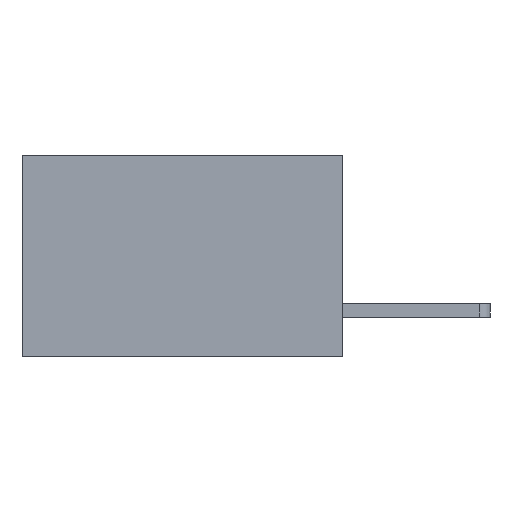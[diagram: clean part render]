
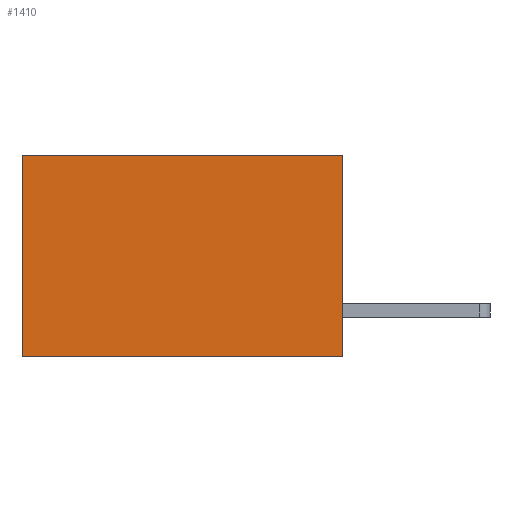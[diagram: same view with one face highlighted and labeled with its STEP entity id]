
A CAD part, left-side view. The second image highlights one B-rep face of the part: STEP entity #1410.
In plain terms, the highlighted planar face has unit normal (-1, 0, 0).
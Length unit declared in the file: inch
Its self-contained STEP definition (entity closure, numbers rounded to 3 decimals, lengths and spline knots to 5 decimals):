
#494 = ORIENTED_EDGE ( 'NONE', *, *, #4350, .T. ) ;
#685 = VECTOR ( 'NONE', #1383, 39.37008 ) ;
#702 = LINE ( 'NONE', #8930, #6242 ) ;
#1099 = DIRECTION ( 'NONE',  ( 0., 1., 0. ) ) ;
#1194 = ORIENTED_EDGE ( 'NONE', *, *, #8700, .F. ) ;
#1383 = DIRECTION ( 'NONE',  ( 0., 0., -1. ) ) ;
#1410 = ADVANCED_FACE ( 'NONE', ( #1960 ), #2507, .F. ) ;
#1530 = CARTESIAN_POINT ( 'NONE',  ( 0.277, 0.59, -0.37 ) ) ;
#1563 = VERTEX_POINT ( 'NONE', #6262 ) ;
#1960 = FACE_OUTER_BOUND ( 'NONE', #6310, .T. ) ;
#2233 = DIRECTION ( 'NONE',  ( 0., 0., -1. ) ) ;
#2244 = CARTESIAN_POINT ( 'NONE',  ( 0.277, 0., -0.37 ) ) ;
#2507 = PLANE ( 'NONE',  #5419 ) ;
#2606 = CARTESIAN_POINT ( 'NONE',  ( 0.277, 0., -0.37 ) ) ;
#2637 = ORIENTED_EDGE ( 'NONE', *, *, #9006, .F. ) ;
#2890 = DIRECTION ( 'NONE',  ( 1., 0., 0. ) ) ;
#2983 = DIRECTION ( 'NONE',  ( 0., 0., -1. ) ) ;
#3349 = VECTOR ( 'NONE', #2233, 39.37008 ) ;
#4010 = VECTOR ( 'NONE', #1099, 39.37008 ) ;
#4350 = EDGE_CURVE ( 'NONE', #1563, #5233, #702, .T. ) ;
#4459 = LINE ( 'NONE', #5430, #4010 ) ;
#4801 = VERTEX_POINT ( 'NONE', #6859 ) ;
#4952 = CARTESIAN_POINT ( 'NONE',  ( 0.277, 0.59, 0. ) ) ;
#5233 = VERTEX_POINT ( 'NONE', #4952 ) ;
#5419 = AXIS2_PLACEMENT_3D ( 'NONE', #2606, #2890, #2983 ) ;
#5430 = CARTESIAN_POINT ( 'NONE',  ( 0.277, 0., -0.37 ) ) ;
#5787 = VERTEX_POINT ( 'NONE', #2244 ) ;
#6242 = VECTOR ( 'NONE', #8947, 39.37008 ) ;
#6262 = CARTESIAN_POINT ( 'NONE',  ( 0.277, 0., 0. ) ) ;
#6310 = EDGE_LOOP ( 'NONE', ( #8542, #2637, #1194, #494 ) ) ;
#6434 = LINE ( 'NONE', #7716, #685 ) ;
#6859 = CARTESIAN_POINT ( 'NONE',  ( 0.277, 0.59, -0.37 ) ) ;
#7716 = CARTESIAN_POINT ( 'NONE',  ( 0.277, 0., -0.37 ) ) ;
#8172 = EDGE_CURVE ( 'NONE', #5233, #4801, #8935, .T. ) ;
#8542 = ORIENTED_EDGE ( 'NONE', *, *, #8172, .T. ) ;
#8700 = EDGE_CURVE ( 'NONE', #1563, #5787, #6434, .T. ) ;
#8930 = CARTESIAN_POINT ( 'NONE',  ( 0.277, 0., 0. ) ) ;
#8935 = LINE ( 'NONE', #1530, #3349 ) ;
#8947 = DIRECTION ( 'NONE',  ( 0., 1., 0. ) ) ;
#9006 = EDGE_CURVE ( 'NONE', #5787, #4801, #4459, .T. ) ;
